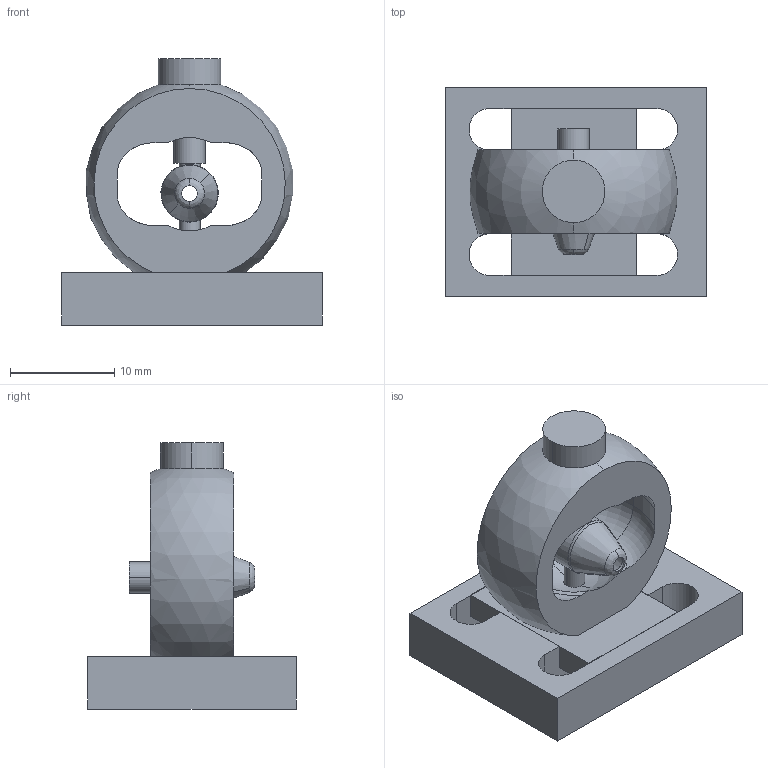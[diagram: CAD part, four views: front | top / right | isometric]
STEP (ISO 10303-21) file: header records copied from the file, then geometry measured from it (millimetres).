
FILE_DESCRIPTION(('produced by SPATIAL CORP'),'2;1');
FILE_NAME('scanner-all.hh.sat.stp', '2002-04-12T11:47:51+00:00',('SPATIAL CORP'),('SPATIAL CORP'), 'ACIS STEP Husk','http://www.spatial.com','SPATIAL CORP');
FILE_SCHEMA(('CONFIG_CONTROL_DESIGN'));
Length unit declared in the file: millimetre
Products named in the file (5): PRODUCT_ID_1; PRODUCT_ID_2; PRODUCT_ID_3; PRODUCT_ID_4; PRODUCT_ID_5
Bounding box: 25 x 20 x 25.5 mm (x, y, z)
Volume: 3396.1 mm3; surface area: 3861.7 mm2
Topology: 5 solids, 5 shells, 129 faces, 327 edges, 215 vertices
Faces by surface type: cylinder 46, plane 43, torus 24, cone 8, sphere 6, bspline 2
Entity records: 4110 total; most frequent: CARTESIAN_POINT 890, ORIENTED_EDGE 654, DIRECTION 498, EDGE_CURVE 327, VERTEX_POINT 215, AXIS2_PLACEMENT_3D 192, EDGE_LOOP 152, FACE_BOUND 152
